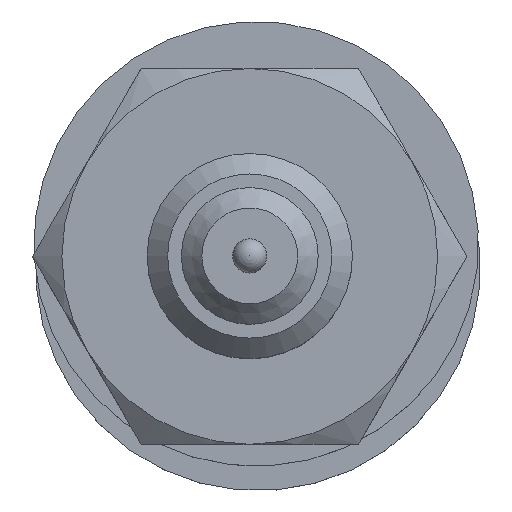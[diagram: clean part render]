
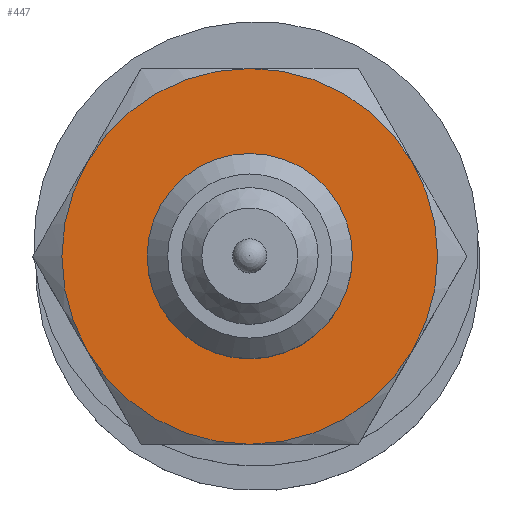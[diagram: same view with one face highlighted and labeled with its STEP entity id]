
A CAD part, top view. The second image highlights one B-rep face of the part: STEP entity #447.
In plain terms, the highlighted face is planar.
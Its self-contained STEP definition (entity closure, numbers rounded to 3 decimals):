
#56=FACE_BOUND('',#136,.T.);
#80=PLANE('',#586);
#103=FACE_OUTER_BOUND('',#135,.T.);
#135=EDGE_LOOP('',(#380,#381));
#136=EDGE_LOOP('',(#382));
#203=CIRCLE('',#587,2.747);
#204=CIRCLE('',#588,2.747);
#205=CIRCLE('',#589,1.5);
#241=VERTEX_POINT('',#876);
#242=VERTEX_POINT('',#877);
#243=VERTEX_POINT('',#880);
#293=EDGE_CURVE('',#241,#242,#203,.T.);
#294=EDGE_CURVE('',#242,#241,#204,.T.);
#295=EDGE_CURVE('',#243,#243,#205,.T.);
#380=ORIENTED_EDGE('',*,*,#293,.F.);
#381=ORIENTED_EDGE('',*,*,#294,.F.);
#382=ORIENTED_EDGE('',*,*,#295,.T.);
#447=ADVANCED_FACE('',(#103,#56),#80,.F.);
#586=AXIS2_PLACEMENT_3D('',#875,#705,#706);
#587=AXIS2_PLACEMENT_3D('',#878,#707,#708);
#588=AXIS2_PLACEMENT_3D('',#879,#709,#710);
#589=AXIS2_PLACEMENT_3D('',#881,#711,#712);
#705=DIRECTION('center_axis',(1.,0.,0.));
#706=DIRECTION('ref_axis',(0.,0.,-1.));
#707=DIRECTION('center_axis',(1.,0.,0.));
#708=DIRECTION('ref_axis',(0.,0.,-1.));
#709=DIRECTION('center_axis',(1.,0.,0.));
#710=DIRECTION('ref_axis',(0.,0.,-1.));
#711=DIRECTION('center_axis',(1.,0.,0.));
#712=DIRECTION('ref_axis',(0.,0.,-1.));
#875=CARTESIAN_POINT('Origin',(-1.2,0.,0.));
#876=CARTESIAN_POINT('',(-1.2,0.,-2.747));
#877=CARTESIAN_POINT('',(-1.2,0.,2.747));
#878=CARTESIAN_POINT('Origin',(-1.2,0.,0.));
#879=CARTESIAN_POINT('Origin',(-1.2,0.,0.));
#880=CARTESIAN_POINT('',(-1.2,0.,-1.5));
#881=CARTESIAN_POINT('Origin',(-1.2,0.,0.));
